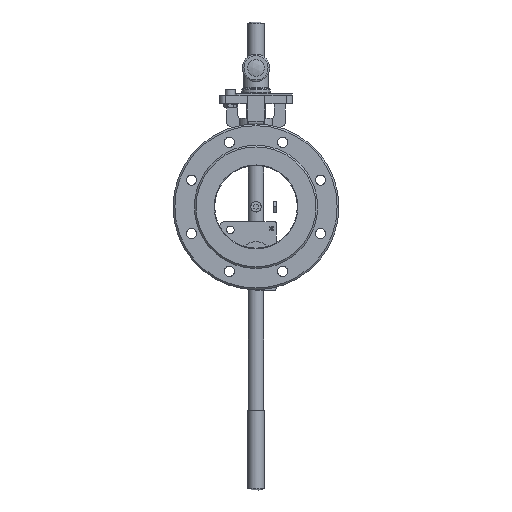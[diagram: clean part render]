
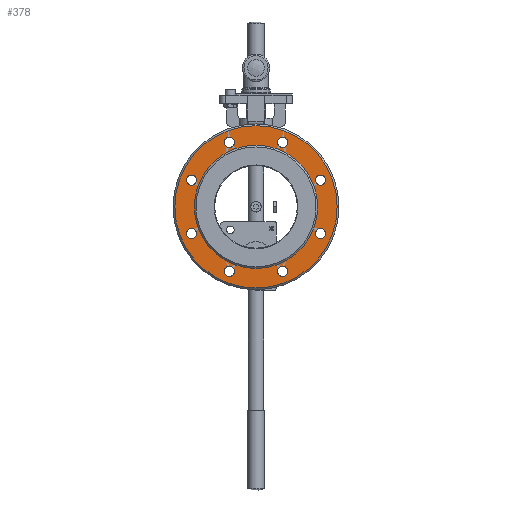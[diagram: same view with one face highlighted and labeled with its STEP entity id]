
A CAD part, front view. The second image highlights one B-rep face of the part: STEP entity #378.
In plain terms, the highlighted planar face has unit normal (0, -1, 0).
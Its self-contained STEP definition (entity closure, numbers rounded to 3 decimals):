
#378 = ADVANCED_FACE( '', ( #991, #992, #993, #994, #995, #996, #997, #998, #999, #1000 ), #1001, .F. );
#991 = FACE_BOUND( '', #2095, .T. );
#992 = FACE_BOUND( '', #2096, .T. );
#993 = FACE_BOUND( '', #2097, .T. );
#994 = FACE_BOUND( '', #2098, .T. );
#995 = FACE_BOUND( '', #2099, .T. );
#996 = FACE_BOUND( '', #2100, .T. );
#997 = FACE_BOUND( '', #2101, .T. );
#998 = FACE_BOUND( '', #2102, .T. );
#999 = FACE_OUTER_BOUND( '', #2103, .T. );
#1000 = FACE_BOUND( '', #2104, .T. );
#1001 = PLANE( '', #2105 );
#2095 = EDGE_LOOP( '', ( #7238 ) );
#2096 = EDGE_LOOP( '', ( #7239 ) );
#2097 = EDGE_LOOP( '', ( #7240 ) );
#2098 = EDGE_LOOP( '', ( #7241 ) );
#2099 = EDGE_LOOP( '', ( #7242 ) );
#2100 = EDGE_LOOP( '', ( #7243 ) );
#2101 = EDGE_LOOP( '', ( #7244 ) );
#2102 = EDGE_LOOP( '', ( #7245 ) );
#2103 = EDGE_LOOP( '', ( #7246 ) );
#2104 = EDGE_LOOP( '', ( #7247 ) );
#2105 = AXIS2_PLACEMENT_3D( '', #7248, #7249, #7250 );
#7238 = ORIENTED_EDGE( '', *, *, #9612, .T. );
#7239 = ORIENTED_EDGE( '', *, *, #9569, .T. );
#7240 = ORIENTED_EDGE( '', *, *, #9613, .T. );
#7241 = ORIENTED_EDGE( '', *, *, #9614, .T. );
#7242 = ORIENTED_EDGE( '', *, *, #9615, .T. );
#7243 = ORIENTED_EDGE( '', *, *, #9616, .T. );
#7244 = ORIENTED_EDGE( '', *, *, #9617, .T. );
#7245 = ORIENTED_EDGE( '', *, *, #9618, .T. );
#7246 = ORIENTED_EDGE( '', *, *, #9619, .T. );
#7247 = ORIENTED_EDGE( '', *, *, #9620, .T. );
#7248 = CARTESIAN_POINT( '', ( 0., 3., 0. ) );
#7249 = DIRECTION( '', ( 0., 1., 0. ) );
#7250 = DIRECTION( '', ( 0., 0., 1. ) );
#9569 = EDGE_CURVE( '', #10457, #10457, #10458, .T. );
#9612 = EDGE_CURVE( '', #10531, #10531, #10532, .T. );
#9613 = EDGE_CURVE( '', #10533, #10533, #10534, .T. );
#9614 = EDGE_CURVE( '', #10535, #10535, #10536, .T. );
#9615 = EDGE_CURVE( '', #10537, #10537, #10538, .T. );
#9616 = EDGE_CURVE( '', #10539, #10539, #10540, .T. );
#9617 = EDGE_CURVE( '', #10541, #10541, #10542, .T. );
#9618 = EDGE_CURVE( '', #10543, #10543, #10544, .T. );
#9619 = EDGE_CURVE( '', #10545, #10545, #10546, .F. );
#9620 = EDGE_CURVE( '', #10547, #10547, #10548, .T. );
#10457 = VERTEX_POINT( '', #11882 );
#10458 = CIRCLE( '', #11883, 8.647 );
#10531 = VERTEX_POINT( '', #12040 );
#10532 = CIRCLE( '', #12041, 8.647 );
#10533 = VERTEX_POINT( '', #12042 );
#10534 = CIRCLE( '', #12043, 8.647 );
#10535 = VERTEX_POINT( '', #12044 );
#10536 = CIRCLE( '', #12045, 8.647 );
#10537 = VERTEX_POINT( '', #12046 );
#10538 = CIRCLE( '', #12047, 8.647 );
#10539 = VERTEX_POINT( '', #12048 );
#10540 = CIRCLE( '', #12049, 8.647 );
#10541 = VERTEX_POINT( '', #12050 );
#10542 = CIRCLE( '', #12051, 8.647 );
#10543 = VERTEX_POINT( '', #12052 );
#10544 = CIRCLE( '', #12053, 8.647 );
#10545 = VERTEX_POINT( '', #12054 );
#10546 = CIRCLE( '', #12055, 139.5 );
#10547 = VERTEX_POINT( '', #12056 );
#10548 = CIRCLE( '', #12057, 106. );
#11882 = CARTESIAN_POINT( '', ( 110.866, 3., 37.275 ) );
#11883 = AXIS2_PLACEMENT_3D( '', #16780, #16781, #16782 );
#12040 = CARTESIAN_POINT( '', ( 45.922, 3., 102.219 ) );
#12041 = AXIS2_PLACEMENT_3D( '', #16840, #16841, #16842 );
#12042 = CARTESIAN_POINT( '', ( 110.866, 3., -54.569 ) );
#12043 = AXIS2_PLACEMENT_3D( '', #16843, #16844, #16845 );
#12044 = CARTESIAN_POINT( '', ( 45.922, 3., -119.513 ) );
#12045 = AXIS2_PLACEMENT_3D( '', #16846, #16847, #16848 );
#12046 = CARTESIAN_POINT( '', ( -45.922, 3., -119.513 ) );
#12047 = AXIS2_PLACEMENT_3D( '', #16849, #16850, #16851 );
#12048 = CARTESIAN_POINT( '', ( -110.866, 3., -54.569 ) );
#12049 = AXIS2_PLACEMENT_3D( '', #16852, #16853, #16854 );
#12050 = CARTESIAN_POINT( '', ( -110.866, 3., 37.275 ) );
#12051 = AXIS2_PLACEMENT_3D( '', #16855, #16856, #16857 );
#12052 = CARTESIAN_POINT( '', ( -45.922, 3., 102.219 ) );
#12053 = AXIS2_PLACEMENT_3D( '', #16858, #16859, #16860 );
#12054 = CARTESIAN_POINT( '', ( 0., 3., 139.5 ) );
#12055 = AXIS2_PLACEMENT_3D( '', #16861, #16862, #16863 );
#12056 = CARTESIAN_POINT( '', ( 106., 3., 0. ) );
#12057 = AXIS2_PLACEMENT_3D( '', #16864, #16865, #16866 );
#16780 = CARTESIAN_POINT( '', ( 110.866, 3., 45.922 ) );
#16781 = DIRECTION( '', ( 0., 1., 0. ) );
#16782 = DIRECTION( '', ( 0., 0., -1. ) );
#16840 = CARTESIAN_POINT( '', ( 45.922, 3., 110.866 ) );
#16841 = DIRECTION( '', ( 0., 1., 0. ) );
#16842 = DIRECTION( '', ( 0., 0., -1. ) );
#16843 = CARTESIAN_POINT( '', ( 110.866, 3., -45.922 ) );
#16844 = DIRECTION( '', ( 0., 1., 0. ) );
#16845 = DIRECTION( '', ( 0., 0., -1. ) );
#16846 = CARTESIAN_POINT( '', ( 45.922, 3., -110.866 ) );
#16847 = DIRECTION( '', ( 0., 1., 0. ) );
#16848 = DIRECTION( '', ( 0., 0., -1. ) );
#16849 = CARTESIAN_POINT( '', ( -45.922, 3., -110.866 ) );
#16850 = DIRECTION( '', ( 0., 1., 0. ) );
#16851 = DIRECTION( '', ( 0., 0., -1. ) );
#16852 = CARTESIAN_POINT( '', ( -110.866, 3., -45.922 ) );
#16853 = DIRECTION( '', ( 0., 1., 0. ) );
#16854 = DIRECTION( '', ( 0., 0., -1. ) );
#16855 = CARTESIAN_POINT( '', ( -110.866, 3., 45.922 ) );
#16856 = DIRECTION( '', ( 0., 1., 0. ) );
#16857 = DIRECTION( '', ( 0., 0., -1. ) );
#16858 = CARTESIAN_POINT( '', ( -45.922, 3., 110.866 ) );
#16859 = DIRECTION( '', ( 0., 1., 0. ) );
#16860 = DIRECTION( '', ( 0., 0., -1. ) );
#16861 = CARTESIAN_POINT( '', ( 0., 3., 0. ) );
#16862 = DIRECTION( '', ( 0., 1., 0. ) );
#16863 = DIRECTION( '', ( 0., 0., 1. ) );
#16864 = CARTESIAN_POINT( '', ( 0., 3., 0. ) );
#16865 = DIRECTION( '', ( 0., 1., 0. ) );
#16866 = DIRECTION( '', ( 1., 0., 0. ) );
